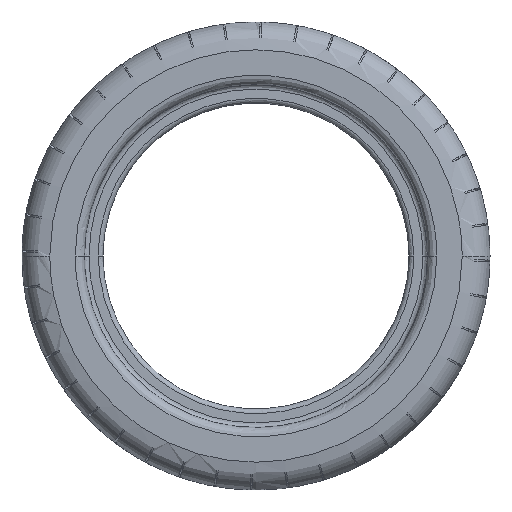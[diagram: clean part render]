
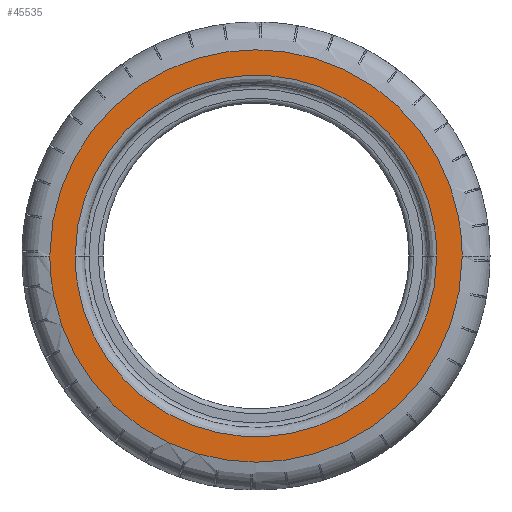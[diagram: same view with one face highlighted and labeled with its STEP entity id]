
A CAD part, left-side view. The second image highlights one B-rep face of the part: STEP entity #45535.
In plain terms, the highlighted free-form (B-spline) face has degree [1, 1] with [2, 2] control points.
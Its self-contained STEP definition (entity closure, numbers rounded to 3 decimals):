
#24 = VERTEX_POINT('',#25);
#25 = CARTESIAN_POINT('',(-86.252,-4.929,
    1501.964));
#1351 = VERTEX_POINT('',#1352);
#1352 = CARTESIAN_POINT('',(-86.252,-443.589,
    1501.964));
#1358 = EDGE_CURVE('',#1351,#24,#1359,.T.);
#1359 = ( BOUNDED_CURVE() B_SPLINE_CURVE(2,(#1360,#1361,#1362,#1363,
#1364),.UNSPECIFIED.,.F.,.F.) B_SPLINE_CURVE_WITH_KNOTS((3,2,3),(0.,
1.571,3.142),.PIECEWISE_BEZIER_KNOTS.) CURVE() 
GEOMETRIC_REPRESENTATION_ITEM() RATIONAL_B_SPLINE_CURVE((1.,
0.707,1.,0.707,1.)) REPRESENTATION_ITEM('') );
#1360 = CARTESIAN_POINT('',(-86.252,-443.589,
    1501.964));
#1361 = CARTESIAN_POINT('',(-86.252,-443.589,
    1282.634));
#1362 = CARTESIAN_POINT('',(-86.252,-224.259,
    1282.634));
#1363 = CARTESIAN_POINT('',(-86.252,-4.929,
    1282.634));
#1364 = CARTESIAN_POINT('',(-86.252,-4.929,
    1501.964));
#45477 = EDGE_CURVE('',#24,#1351,#45478,.T.);
#45478 = ( BOUNDED_CURVE() B_SPLINE_CURVE(2,(#45479,#45480,#45481,#45482
,#45483),.UNSPECIFIED.,.F.,.F.) B_SPLINE_CURVE_WITH_KNOTS((3,2,3),(0.,
1.571,3.142),.PIECEWISE_BEZIER_KNOTS.) CURVE() 
GEOMETRIC_REPRESENTATION_ITEM() RATIONAL_B_SPLINE_CURVE((1.,
0.707,1.,0.707,1.)) REPRESENTATION_ITEM('') );
#45479 = CARTESIAN_POINT('',(-86.252,-4.929,
    1501.964));
#45480 = CARTESIAN_POINT('',(-86.252,-4.929,
    1721.294));
#45481 = CARTESIAN_POINT('',(-86.252,-224.259,
    1721.294));
#45482 = CARTESIAN_POINT('',(-86.252,-443.589,
    1721.294));
#45483 = CARTESIAN_POINT('',(-86.252,-443.589,
    1501.964));
#45535 = ADVANCED_FACE('',(#45536,#45558),#45562,.F.);
#45536 = FACE_BOUND('',#45537,.T.);
#45537 = EDGE_LOOP('',(#45538,#45550));
#45538 = ORIENTED_EDGE('',*,*,#45539,.T.);
#45539 = EDGE_CURVE('',#45540,#45542,#45544,.T.);
#45540 = VERTEX_POINT('',#45541);
#45541 = CARTESIAN_POINT('',(-86.252,-416.566,
    1501.964));
#45542 = VERTEX_POINT('',#45543);
#45543 = CARTESIAN_POINT('',(-86.252,-31.952,
    1501.964));
#45544 = ( BOUNDED_CURVE() B_SPLINE_CURVE(2,(#45545,#45546,#45547,#45548
,#45549),.UNSPECIFIED.,.F.,.F.) B_SPLINE_CURVE_WITH_KNOTS((3,2,3),(0.,
1.571,3.142),.PIECEWISE_BEZIER_KNOTS.) CURVE() 
GEOMETRIC_REPRESENTATION_ITEM() RATIONAL_B_SPLINE_CURVE((1.,
0.707,1.,0.707,1.)) REPRESENTATION_ITEM('') );
#45545 = CARTESIAN_POINT('',(-86.252,-416.566,
    1501.964));
#45546 = CARTESIAN_POINT('',(-86.252,-416.566,
    1309.657));
#45547 = CARTESIAN_POINT('',(-86.252,-224.259,
    1309.657));
#45548 = CARTESIAN_POINT('',(-86.252,-31.952,
    1309.657));
#45549 = CARTESIAN_POINT('',(-86.252,-31.952,
    1501.964));
#45550 = ORIENTED_EDGE('',*,*,#45551,.T.);
#45551 = EDGE_CURVE('',#45542,#45540,#45552,.T.);
#45552 = ( BOUNDED_CURVE() B_SPLINE_CURVE(2,(#45553,#45554,#45555,#45556
,#45557),.UNSPECIFIED.,.F.,.F.) B_SPLINE_CURVE_WITH_KNOTS((3,2,3),(0.,
1.571,3.142),.PIECEWISE_BEZIER_KNOTS.) CURVE() 
GEOMETRIC_REPRESENTATION_ITEM() RATIONAL_B_SPLINE_CURVE((1.,
0.707,1.,0.707,1.)) REPRESENTATION_ITEM('') );
#45553 = CARTESIAN_POINT('',(-86.252,-31.952,
    1501.964));
#45554 = CARTESIAN_POINT('',(-86.252,-31.952,
    1694.271));
#45555 = CARTESIAN_POINT('',(-86.252,-224.259,
    1694.271));
#45556 = CARTESIAN_POINT('',(-86.252,-416.566,
    1694.271));
#45557 = CARTESIAN_POINT('',(-86.252,-416.566,
    1501.964));
#45558 = FACE_BOUND('',#45559,.T.);
#45559 = EDGE_LOOP('',(#45560,#45561));
#45560 = ORIENTED_EDGE('',*,*,#1358,.F.);
#45561 = ORIENTED_EDGE('',*,*,#45477,.F.);
#45562 = B_SPLINE_SURFACE_WITH_KNOTS('',1,1,(
    (#45563,#45564)
    ,(#45565,#45566
    )),.UNSPECIFIED.,.F.,.F.,.F.,(2,2),(2,2),(-465.009,-20.),(
    -222.504,222.504),.PIECEWISE_BEZIER_KNOTS.);
#45563 = CARTESIAN_POINT('',(-86.252,-443.589,
    1282.634));
#45564 = CARTESIAN_POINT('',(-86.252,-443.589,
    1721.294));
#45565 = CARTESIAN_POINT('',(-86.252,-4.929,
    1282.634));
#45566 = CARTESIAN_POINT('',(-86.252,-4.929,
    1721.294));
